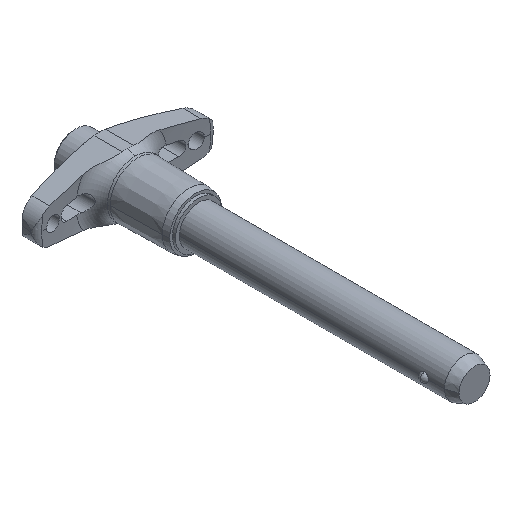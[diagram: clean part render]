
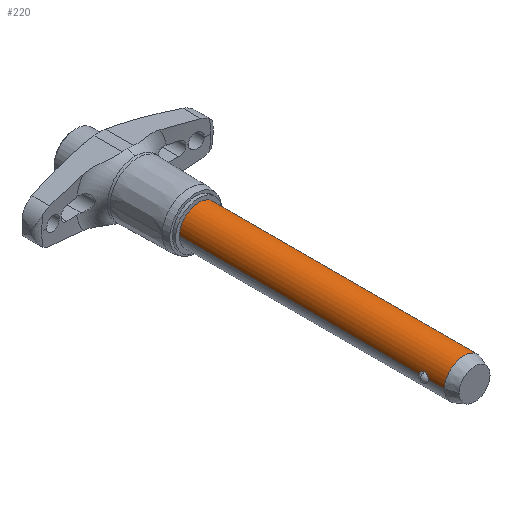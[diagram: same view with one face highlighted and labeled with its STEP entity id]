
A CAD part, isometric view. The second image highlights one B-rep face of the part: STEP entity #220.
In plain terms, the highlighted cylindrical face has radius 6.35 mm (diameter 12.7 mm), a partial arc.
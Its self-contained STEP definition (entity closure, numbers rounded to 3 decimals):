
#220=ADVANCED_FACE('',(#446),#447,.T.);
#446=FACE_OUTER_BOUND('',#669,.T.);
#447=CYLINDRICAL_SURFACE('',#670,6.35);
#669=EDGE_LOOP('',(#1297,#1298,#1299,#1300,#1301,#1302,#1303,#1304,#1305,#1306));
#670=AXIS2_PLACEMENT_3D('',#1307,#1308,#1309);
#1297=ORIENTED_EDGE('',*,*,#1516,.T.);
#1298=ORIENTED_EDGE('',*,*,#1573,.T.);
#1299=ORIENTED_EDGE('',*,*,#1407,.T.);
#1300=ORIENTED_EDGE('',*,*,#1522,.T.);
#1301=ORIENTED_EDGE('',*,*,#1554,.F.);
#1302=ORIENTED_EDGE('',*,*,#1520,.T.);
#1303=ORIENTED_EDGE('',*,*,#1620,.T.);
#1304=ORIENTED_EDGE('',*,*,#1593,.T.);
#1305=ORIENTED_EDGE('',*,*,#1517,.T.);
#1306=ORIENTED_EDGE('',*,*,#1486,.T.);
#1307=CARTESIAN_POINT('',(0.0,-45.212,0.0));
#1308=DIRECTION('',(-0.0,1.0,0.0));
#1309=DIRECTION('',(1.0,0.0,0.0));
#1407=EDGE_CURVE('',#1705,#1707,#1709,.T.);
#1486=EDGE_CURVE('',#1700,#1696,#1829,.T.);
#1516=EDGE_CURVE('',#1696,#1875,#1876,.T.);
#1517=EDGE_CURVE('',#1877,#1700,#1878,.T.);
#1520=EDGE_CURVE('',#1883,#1881,#1884,.T.);
#1522=EDGE_CURVE('',#1707,#1885,#1887,.T.);
#1554=EDGE_CURVE('',#1883,#1885,#1931,.T.);
#1573=EDGE_CURVE('',#1875,#1705,#1958,.T.);
#1593=EDGE_CURVE('',#1980,#1877,#1982,.T.);
#1620=EDGE_CURVE('',#1881,#1980,#2012,.T.);
#1696=VERTEX_POINT('',#2445);
#1700=VERTEX_POINT('',#2450);
#1705=VERTEX_POINT('',#2456);
#1707=VERTEX_POINT('',#2458);
#1709=B_SPLINE_CURVE_WITH_KNOTS('',3,(#2473,#2474,#2475,#2476,#2477,#2478,#2479,#2480,#2481,#2482,#2483,#2484,#2485,#2486),.UNSPECIFIED.,.F.,.F.,(4,2,2,2,2,2,4),(4.442,4.948,5.455,5.684,5.912,6.288,6.663),.UNSPECIFIED.);
#1829=CIRCLE('',#3022,6.35);
#1875=VERTEX_POINT('',#3275);
#1876=LINE('',#3276,#3277);
#1877=VERTEX_POINT('',#3278);
#1878=LINE('',#3279,#3280);
#1881=VERTEX_POINT('',#3296);
#1883=VERTEX_POINT('',#3311);
#1884=LINE('',#3312,#3313);
#1885=VERTEX_POINT('',#3314);
#1887=LINE('',#3316,#3317);
#1931=CIRCLE('',#3546,6.35);
#1958=B_SPLINE_CURVE_WITH_KNOTS('',3,(#3678,#3679,#3680,#3681,#3682,#3683,#3684,#3685,#3686,#3687,#3688,#3689,#3690,#3691),.UNSPECIFIED.,.F.,.F.,(4,2,2,2,2,2,4),(2.221,2.596,2.971,3.2,3.429,3.935,4.442),.UNSPECIFIED.);
#1980=VERTEX_POINT('',#3772);
#1982=B_SPLINE_CURVE_WITH_KNOTS('',3,(#3774,#3775,#3776,#3777,#3778,#3779,#3780,#3781,#3782,#3783,#3784,#3785,#3786,#3787),.UNSPECIFIED.,.F.,.F.,(4,2,2,2,2,2,4),(0.0,0.507,1.013,1.242,1.471,1.846,2.221),.UNSPECIFIED.);
#2012=B_SPLINE_CURVE_WITH_KNOTS('',3,(#3900,#3901,#3902,#3903,#3904,#3905,#3906,#3907,#3908,#3909,#3910,#3911,#3912,#3913),.UNSPECIFIED.,.F.,.F.,(4,2,2,2,2,2,4),(6.663,7.038,7.413,7.642,7.871,8.377,8.884),.UNSPECIFIED.);
#2445=CARTESIAN_POINT('',(6.35,-86.919,0.0));
#2450=CARTESIAN_POINT('',(-6.35,-86.919,0.));
#2456=CARTESIAN_POINT('',(6.172,-80.208,1.495));
#2458=CARTESIAN_POINT('',(6.35,-78.74,0.));
#2473=CARTESIAN_POINT('',(6.172,-80.208,1.495));
#2474=CARTESIAN_POINT('',(6.172,-80.04,1.495));
#2475=CARTESIAN_POINT('',(6.179,-79.859,1.464));
#2476=CARTESIAN_POINT('',(6.208,-79.523,1.336));
#2477=CARTESIAN_POINT('',(6.229,-79.368,1.24));
#2478=CARTESIAN_POINT('',(6.258,-79.186,1.079));
#2479=CARTESIAN_POINT('',(6.268,-79.128,1.019));
#2480=CARTESIAN_POINT('',(6.288,-79.023,0.891));
#2481=CARTESIAN_POINT('',(6.297,-78.977,0.822));
#2482=CARTESIAN_POINT('',(6.318,-78.878,0.648));
#2483=CARTESIAN_POINT('',(6.33,-78.825,0.522));
#2484=CARTESIAN_POINT('',(6.346,-78.756,0.261));
#2485=CARTESIAN_POINT('',(6.35,-78.74,0.125));
#2486=CARTESIAN_POINT('',(6.35,-78.74,0.));
#3022=AXIS2_PLACEMENT_3D('',#4036,#4037,#4038);
#3275=CARTESIAN_POINT('',(6.35,-81.677,0.));
#3276=CARTESIAN_POINT('',(6.35,-45.212,0.));
#3277=VECTOR('',#4058,1.0);
#3278=CARTESIAN_POINT('',(-6.35,-81.677,0.));
#3279=CARTESIAN_POINT('',(-6.35,-45.212,0.));
#3280=VECTOR('',#4059,1.0);
#3296=CARTESIAN_POINT('',(-6.35,-78.74,0.));
#3311=CARTESIAN_POINT('',(-6.35,0.0,0.));
#3312=CARTESIAN_POINT('',(-6.35,-45.212,0.));
#3313=VECTOR('',#4060,1.0);
#3314=CARTESIAN_POINT('',(6.35,0.0,0.0));
#3316=CARTESIAN_POINT('',(6.35,-45.212,0.));
#3317=VECTOR('',#4064,1.0);
#3546=AXIS2_PLACEMENT_3D('',#4099,#4100,#4101);
#3678=CARTESIAN_POINT('',(6.35,-81.677,0.0));
#3679=CARTESIAN_POINT('',(6.35,-81.677,0.125));
#3680=CARTESIAN_POINT('',(6.346,-81.661,0.261));
#3681=CARTESIAN_POINT('',(6.33,-81.592,0.522));
#3682=CARTESIAN_POINT('',(6.318,-81.539,0.648));
#3683=CARTESIAN_POINT('',(6.297,-81.44,0.822));
#3684=CARTESIAN_POINT('',(6.288,-81.393,0.891));
#3685=CARTESIAN_POINT('',(6.268,-81.289,1.019));
#3686=CARTESIAN_POINT('',(6.258,-81.231,1.079));
#3687=CARTESIAN_POINT('',(6.229,-81.049,1.24));
#3688=CARTESIAN_POINT('',(6.208,-80.894,1.336));
#3689=CARTESIAN_POINT('',(6.179,-80.558,1.464));
#3690=CARTESIAN_POINT('',(6.172,-80.377,1.495));
#3691=CARTESIAN_POINT('',(6.172,-80.208,1.495));
#3772=CARTESIAN_POINT('',(-6.172,-80.208,1.495));
#3774=CARTESIAN_POINT('',(-6.172,-80.208,1.495));
#3775=CARTESIAN_POINT('',(-6.172,-80.377,1.495));
#3776=CARTESIAN_POINT('',(-6.179,-80.558,1.464));
#3777=CARTESIAN_POINT('',(-6.208,-80.894,1.336));
#3778=CARTESIAN_POINT('',(-6.229,-81.049,1.24));
#3779=CARTESIAN_POINT('',(-6.258,-81.231,1.079));
#3780=CARTESIAN_POINT('',(-6.268,-81.289,1.019));
#3781=CARTESIAN_POINT('',(-6.288,-81.393,0.891));
#3782=CARTESIAN_POINT('',(-6.297,-81.44,0.822));
#3783=CARTESIAN_POINT('',(-6.318,-81.539,0.648));
#3784=CARTESIAN_POINT('',(-6.33,-81.592,0.522));
#3785=CARTESIAN_POINT('',(-6.346,-81.661,0.261));
#3786=CARTESIAN_POINT('',(-6.35,-81.677,0.125));
#3787=CARTESIAN_POINT('',(-6.35,-81.677,0.));
#3900=CARTESIAN_POINT('',(-6.35,-78.74,0.));
#3901=CARTESIAN_POINT('',(-6.35,-78.74,0.125));
#3902=CARTESIAN_POINT('',(-6.346,-78.756,0.261));
#3903=CARTESIAN_POINT('',(-6.33,-78.825,0.522));
#3904=CARTESIAN_POINT('',(-6.318,-78.878,0.648));
#3905=CARTESIAN_POINT('',(-6.297,-78.977,0.822));
#3906=CARTESIAN_POINT('',(-6.288,-79.023,0.891));
#3907=CARTESIAN_POINT('',(-6.268,-79.128,1.019));
#3908=CARTESIAN_POINT('',(-6.258,-79.186,1.079));
#3909=CARTESIAN_POINT('',(-6.229,-79.368,1.24));
#3910=CARTESIAN_POINT('',(-6.208,-79.523,1.336));
#3911=CARTESIAN_POINT('',(-6.179,-79.859,1.464));
#3912=CARTESIAN_POINT('',(-6.172,-80.04,1.495));
#3913=CARTESIAN_POINT('',(-6.172,-80.208,1.495));
#4036=CARTESIAN_POINT('',(0.0,-86.919,0.0));
#4037=DIRECTION('',(0.,1.0,0.0));
#4038=DIRECTION('',(1.0,0.,0.0));
#4058=DIRECTION('',(0.0,1.0,0.0));
#4059=DIRECTION('',(-0.0,-1.0,-0.0));
#4060=DIRECTION('',(-0.0,-1.0,-0.0));
#4064=DIRECTION('',(0.0,1.0,0.0));
#4099=CARTESIAN_POINT('',(0.0,0.0,0.0));
#4100=DIRECTION('',(-0.0,1.0,0.0));
#4101=DIRECTION('',(1.0,0.0,0.0));
